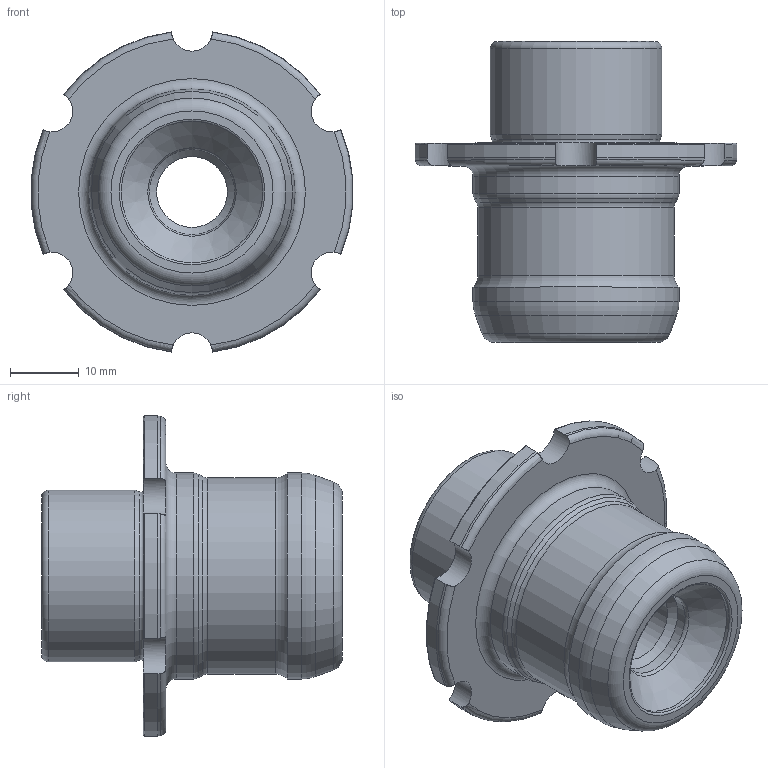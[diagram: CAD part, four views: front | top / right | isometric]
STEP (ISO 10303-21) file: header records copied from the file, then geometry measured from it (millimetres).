
FILE_DESCRIPTION (( 'STEP AP214' ), '1' );
FILE_NAME ('804 474-02 (058-106-10) EZN NP ø25_Bl. 14,8 STARK.classic 2.STEP', '2022-01-27T07:52:47', ( '' ), ( '' ), 'SwSTEP 2.0', 'SolidWorks 2021', '' );
FILE_SCHEMA (( 'AUTOMOTIVE_DESIGN' ));
Length unit declared in the file: millimetre
Products named in the file (1): 804 474-02 (058-106-10) EZN NP ø25_Bl. 14,8 STARK.classic 2
Bounding box: 46.85 x 43.8 x 46.62 mm (x, y, z)
Volume: 24652.5 mm3; surface area: 8354.5 mm2
Topology: 1 solids, 1 shells, 66 faces, 163 edges, 101 vertices
Faces by surface type: torus 23, cylinder 20, cone 19, plane 4
Full cylindrical faces by diameter (mm): 10.3 x1, 12.4 x2, 20.6 x1, 25 x1, 28.585 x1, 30 x2
Entity records: 2000 total; most frequent: CARTESIAN_POINT 533, DIRECTION 300, ORIENTED_EDGE 274, AXIS2_PLACEMENT_3D 144, EDGE_CURVE 137, VERTEX_POINT 101, EDGE_LOOP 96, FACE_OUTER_BOUND 85
